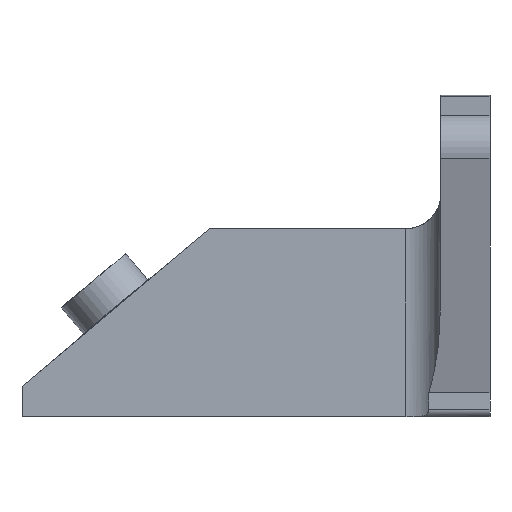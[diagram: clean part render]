
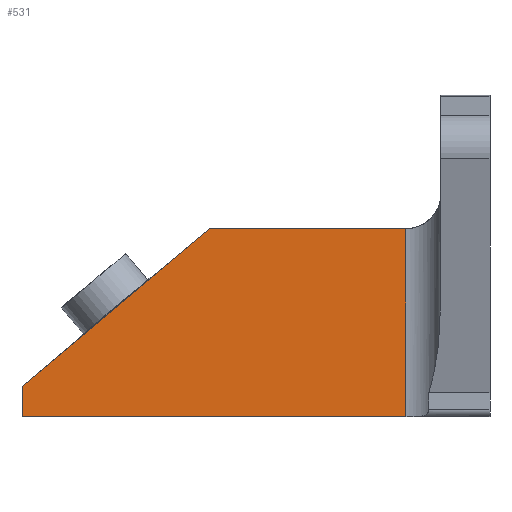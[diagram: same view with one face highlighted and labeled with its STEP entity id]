
A CAD part, left-side view. The second image highlights one B-rep face of the part: STEP entity #531.
In plain terms, the highlighted planar face has unit normal (-1, 0, 0).
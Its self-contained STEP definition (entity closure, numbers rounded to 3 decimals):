
#39 = VERTEX_POINT ( 'NONE', #825 ) ;
#63 = LINE ( 'NONE', #839, #1020 ) ;
#103 = VECTOR ( 'NONE', #247, 1000. ) ;
#119 = EDGE_CURVE ( 'NONE', #832, #952, #63, .T. ) ;
#123 = DIRECTION ( 'NONE',  ( 0., 0., -1. ) ) ;
#129 = FACE_OUTER_BOUND ( 'NONE', #606, .T. ) ;
#162 = CARTESIAN_POINT ( 'NONE',  ( 0., 12., -26.82 ) ) ;
#171 = ORIENTED_EDGE ( 'NONE', *, *, #1204, .F. ) ;
#198 = CARTESIAN_POINT ( 'NONE',  ( 0., 40., 0. ) ) ;
#245 = CARTESIAN_POINT ( 'NONE',  ( 0., 0., 0. ) ) ;
#247 = DIRECTION ( 'NONE',  ( 0., -1., 0. ) ) ;
#309 = CARTESIAN_POINT ( 'NONE',  ( 0., 0., -26.82 ) ) ;
#465 = DIRECTION ( 'NONE',  ( 0., -0.766, 0.643 ) ) ;
#515 = EDGE_CURVE ( 'NONE', #39, #1383, #1103, .T. ) ;
#531 = ADVANCED_FACE ( 'NONE', ( #129 ), #1009, .F. ) ;
#565 = AXIS2_PLACEMENT_3D ( 'NONE', #245, #692, #123 ) ;
#589 = CARTESIAN_POINT ( 'NONE',  ( 0., 0., 0. ) ) ;
#606 = EDGE_LOOP ( 'NONE', ( #857, #676, #1285, #928, #171 ) ) ;
#676 = ORIENTED_EDGE ( 'NONE', *, *, #119, .T. ) ;
#687 = CARTESIAN_POINT ( 'NONE',  ( 0., 66.812, -26.82 ) ) ;
#692 = DIRECTION ( 'NONE',  ( 1., 0., 0. ) ) ;
#722 = LINE ( 'NONE', #1153, #1271 ) ;
#810 = VECTOR ( 'NONE', #1404, 1000. ) ;
#825 = CARTESIAN_POINT ( 'NONE',  ( 0., 66.812, -22.498 ) ) ;
#832 = VERTEX_POINT ( 'NONE', #162 ) ;
#839 = CARTESIAN_POINT ( 'NONE',  ( 0., 12., 0. ) ) ;
#857 = ORIENTED_EDGE ( 'NONE', *, *, #1114, .F. ) ;
#887 = CARTESIAN_POINT ( 'NONE',  ( 0., 40., 0. ) ) ;
#899 = VECTOR ( 'NONE', #465, 1000. ) ;
#928 = ORIENTED_EDGE ( 'NONE', *, *, #515, .F. ) ;
#952 = VERTEX_POINT ( 'NONE', #1105 ) ;
#1009 = PLANE ( 'NONE',  #565 ) ;
#1020 = VECTOR ( 'NONE', #1276, 1000. ) ;
#1024 = EDGE_CURVE ( 'NONE', #1383, #952, #1121, .T. ) ;
#1089 = VERTEX_POINT ( 'NONE', #687 ) ;
#1094 = LINE ( 'NONE', #309, #810 ) ;
#1103 = LINE ( 'NONE', #887, #899 ) ;
#1105 = CARTESIAN_POINT ( 'NONE',  ( 0., 12., 0. ) ) ;
#1114 = EDGE_CURVE ( 'NONE', #832, #1089, #1094, .T. ) ;
#1121 = LINE ( 'NONE', #589, #103 ) ;
#1153 = CARTESIAN_POINT ( 'NONE',  ( 0., 66.812, -26.82 ) ) ;
#1204 = EDGE_CURVE ( 'NONE', #1089, #39, #722, .T. ) ;
#1267 = DIRECTION ( 'NONE',  ( 0., 0., 1. ) ) ;
#1271 = VECTOR ( 'NONE', #1267, 1000. ) ;
#1276 = DIRECTION ( 'NONE',  ( 0., 0., 1. ) ) ;
#1285 = ORIENTED_EDGE ( 'NONE', *, *, #1024, .F. ) ;
#1383 = VERTEX_POINT ( 'NONE', #198 ) ;
#1404 = DIRECTION ( 'NONE',  ( 0., 1., 0. ) ) ;
